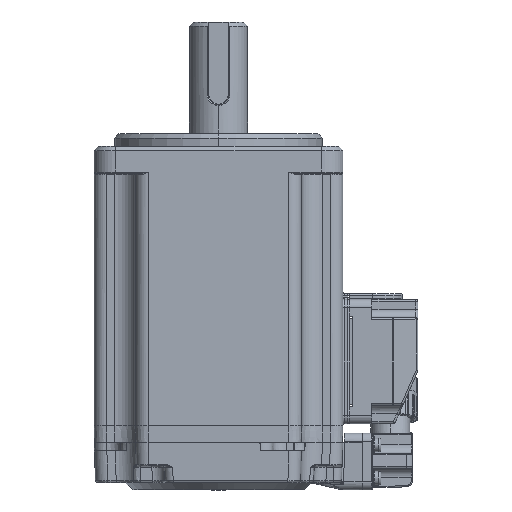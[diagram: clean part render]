
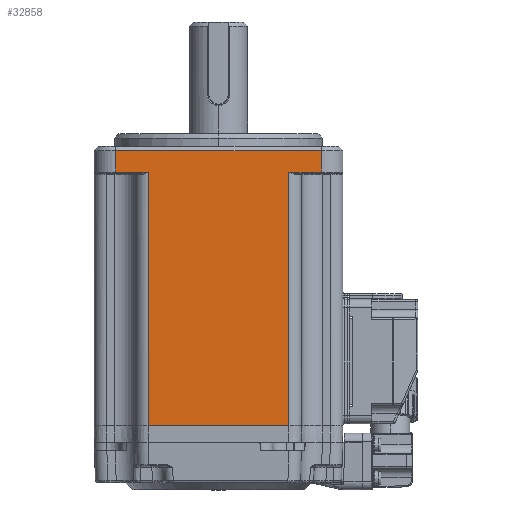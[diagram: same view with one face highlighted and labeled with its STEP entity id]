
A CAD part, left-side view. The second image highlights one B-rep face of the part: STEP entity #32858.
In plain terms, the highlighted planar face has unit normal (-1, 0, 0).
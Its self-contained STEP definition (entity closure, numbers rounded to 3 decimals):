
#1728 = EDGE_CURVE ( 'NONE', #14344, #12025, #36713, .T. ) ;
#1788 = DIRECTION ( 'NONE',  ( 0., 0., 1. ) ) ;
#1951 = CARTESIAN_POINT ( 'NONE',  ( -30., 30., -67.4 ) ) ;
#2335 = LINE ( 'NONE', #1951, #4293 ) ;
#3223 = EDGE_CURVE ( 'NONE', #13066, #12025, #2335, .T. ) ;
#3806 = AXIS2_PLACEMENT_3D ( 'NONE', #4846, #11308, #36508 ) ;
#4293 = VECTOR ( 'NONE', #36463, 1000. ) ;
#4846 = CARTESIAN_POINT ( 'NONE',  ( -30., 30., -67.4 ) ) ;
#5345 = CARTESIAN_POINT ( 'NONE',  ( -30., 17., -6.2 ) ) ;
#5426 = ORIENTED_EDGE ( 'NONE', *, *, #33855, .T. ) ;
#7481 = ORIENTED_EDGE ( 'NONE', *, *, #23573, .T. ) ;
#7726 = DIRECTION ( 'NONE',  ( 0., 1., 0. ) ) ;
#7962 = FACE_OUTER_BOUND ( 'NONE', #15368, .T. ) ;
#8440 = PLANE ( 'NONE',  #3806 ) ;
#9180 = VECTOR ( 'NONE', #18005, 1000. ) ;
#9583 = DIRECTION ( 'NONE',  ( 0., 0., -1. ) ) ;
#9975 = ORIENTED_EDGE ( 'NONE', *, *, #37784, .T. ) ;
#10332 = ORIENTED_EDGE ( 'NONE', *, *, #1728, .T. ) ;
#10573 = VERTEX_POINT ( 'NONE', #19630 ) ;
#11308 = DIRECTION ( 'NONE',  ( 1., 0., 0. ) ) ;
#12025 = VERTEX_POINT ( 'NONE', #38470 ) ;
#12501 = DIRECTION ( 'NONE',  ( 0., 0., 1. ) ) ;
#12508 = CARTESIAN_POINT ( 'NONE',  ( -30., 17., -6.2 ) ) ;
#12518 = ORIENTED_EDGE ( 'NONE', *, *, #36630, .T. ) ;
#13066 = VERTEX_POINT ( 'NONE', #19052 ) ;
#14277 = VECTOR ( 'NONE', #36680, 1000. ) ;
#14344 = VERTEX_POINT ( 'NONE', #12508 ) ;
#15368 = EDGE_LOOP ( 'NONE', ( #9975, #12518, #15430, #7481, #5426, #31676, #10332, #22773 ) ) ;
#15430 = ORIENTED_EDGE ( 'NONE', *, *, #28754, .T. ) ;
#18005 = DIRECTION ( 'NONE',  ( 0., -1., 0. ) ) ;
#18885 = CARTESIAN_POINT ( 'NONE',  ( -30., 24.75, -67.4 ) ) ;
#18928 = LINE ( 'NONE', #39302, #34121 ) ;
#19052 = CARTESIAN_POINT ( 'NONE',  ( -30., -17., -67.4 ) ) ;
#19630 = CARTESIAN_POINT ( 'NONE',  ( -30., -17., -6.2 ) ) ;
#20842 = CARTESIAN_POINT ( 'NONE',  ( -30., 24.75, -6.2 ) ) ;
#21238 = EDGE_CURVE ( 'NONE', #28664, #14344, #27028, .T. ) ;
#21289 = CARTESIAN_POINT ( 'NONE',  ( -30., -24.75, -6.2 ) ) ;
#21576 = VERTEX_POINT ( 'NONE', #30279 ) ;
#22648 = CARTESIAN_POINT ( 'NONE',  ( -30., -24.75, -6.2 ) ) ;
#22773 = ORIENTED_EDGE ( 'NONE', *, *, #3223, .F. ) ;
#23082 = LINE ( 'NONE', #18885, #14277 ) ;
#23573 = EDGE_CURVE ( 'NONE', #21576, #26120, #26887, .T. ) ;
#23926 = VECTOR ( 'NONE', #7726, 1000. ) ;
#24149 = DIRECTION ( 'NONE',  ( 0., -1., 0. ) ) ;
#25077 = CARTESIAN_POINT ( 'NONE',  ( -30., 17., -67.4 ) ) ;
#25570 = VECTOR ( 'NONE', #24149, 1000. ) ;
#26120 = VERTEX_POINT ( 'NONE', #29291 ) ;
#26887 = LINE ( 'NONE', #35542, #23926 ) ;
#27028 = LINE ( 'NONE', #5345, #25570 ) ;
#28409 = VECTOR ( 'NONE', #9583, 1000. ) ;
#28664 = VERTEX_POINT ( 'NONE', #20842 ) ;
#28754 = EDGE_CURVE ( 'NONE', #33118, #21576, #32031, .T. ) ;
#29291 = CARTESIAN_POINT ( 'NONE',  ( -30., 24.75, -1. ) ) ;
#30279 = CARTESIAN_POINT ( 'NONE',  ( -30., -24.75, -1. ) ) ;
#31285 = CARTESIAN_POINT ( 'NONE',  ( -30., -24.75, -67.4 ) ) ;
#31676 = ORIENTED_EDGE ( 'NONE', *, *, #21238, .T. ) ;
#32031 = LINE ( 'NONE', #31285, #33933 ) ;
#32858 = ADVANCED_FACE ( 'NONE', ( #7962 ), #8440, .F. ) ;
#33118 = VERTEX_POINT ( 'NONE', #22648 ) ;
#33855 = EDGE_CURVE ( 'NONE', #26120, #28664, #23082, .T. ) ;
#33933 = VECTOR ( 'NONE', #12501, 1000. ) ;
#34121 = VECTOR ( 'NONE', #1788, 1000. ) ;
#35542 = CARTESIAN_POINT ( 'NONE',  ( -30., 30., -1. ) ) ;
#36463 = DIRECTION ( 'NONE',  ( 0., 1., 0. ) ) ;
#36508 = DIRECTION ( 'NONE',  ( 0., 0., 1. ) ) ;
#36630 = EDGE_CURVE ( 'NONE', #10573, #33118, #38579, .T. ) ;
#36680 = DIRECTION ( 'NONE',  ( 0., 0., -1. ) ) ;
#36713 = LINE ( 'NONE', #25077, #28409 ) ;
#37784 = EDGE_CURVE ( 'NONE', #13066, #10573, #18928, .T. ) ;
#38470 = CARTESIAN_POINT ( 'NONE',  ( -30., 17., -67.4 ) ) ;
#38579 = LINE ( 'NONE', #21289, #9180 ) ;
#39302 = CARTESIAN_POINT ( 'NONE',  ( -30., -17., -67.4 ) ) ;
